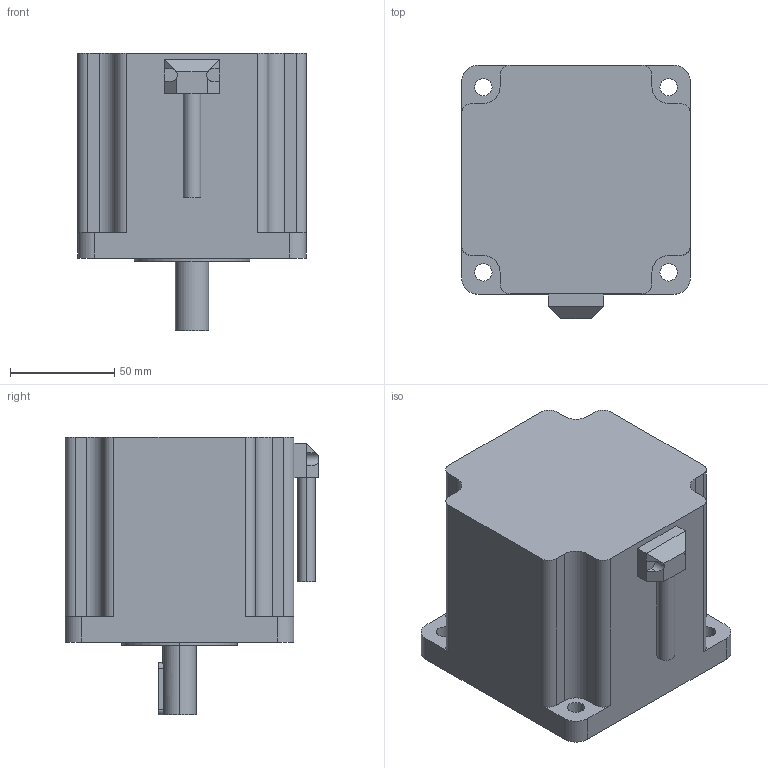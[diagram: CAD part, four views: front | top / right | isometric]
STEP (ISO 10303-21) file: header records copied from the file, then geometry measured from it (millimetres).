
FILE_DESCRIPTION (( 'STEP AP214' ), '1' );
FILE_NAME ('AM42HS04A0-01.STEP', '2016-12-26T06:56:14', ( '11' ), ( '' ), 'SwSTEP 2.0', 'SolidWorks 2014', '' );
FILE_SCHEMA (( 'AUTOMOTIVE_DESIGN' ));
Length unit declared in the file: millimetre
Products named in the file (1): AM42HS04A0-01
Bounding box: 110 x 122 x 133.5 mm (x, y, z)
Volume: 1089037.6 mm3; surface area: 70373 mm2
Topology: 2 solids, 2 shells, 82 faces, 213 edges, 140 vertices
Faces by surface type: plane 45, cylinder 37
Entity records: 2611 total; most frequent: CARTESIAN_POINT 479, DIRECTION 448, ORIENTED_EDGE 426, EDGE_CURVE 213, AXIS2_PLACEMENT_3D 157, VERTEX_POINT 140, LINE 134, VECTOR 134
